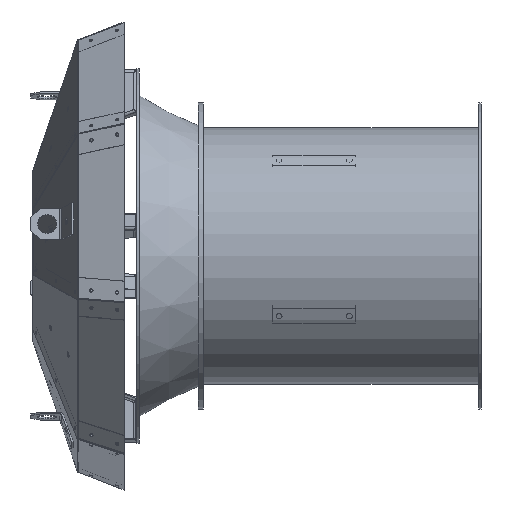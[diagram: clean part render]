
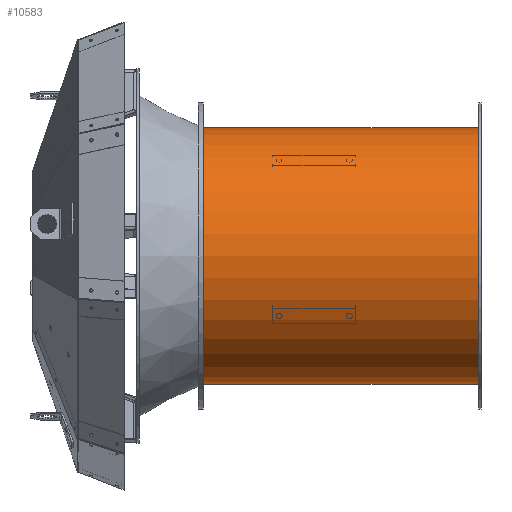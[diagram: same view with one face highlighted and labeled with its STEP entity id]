
A CAD part, front view. The second image highlights one B-rep face of the part: STEP entity #10583.
In plain terms, the highlighted cylindrical face has radius 201.2 mm (diameter 402.4 mm), a partial arc.
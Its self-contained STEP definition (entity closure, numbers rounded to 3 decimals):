
#10583=ADVANCED_FACE('',(#26141),#26143,.T.);
#26141=FACE_BOUND('',#26142,.T.);
#26142=EDGE_LOOP('',(#40378,#40379,#40380,#40381));
#26143=CYLINDRICAL_SURFACE('',#26144,201.2);
#26144=AXIS2_PLACEMENT_3D('',#26145,#26146,#26147);
#26145=CARTESIAN_POINT('',(0.,0.,0.));
#26146=DIRECTION('',(-1.,0.,0.));
#26147=DIRECTION('',(0.,0.,-1.));
#40378=ORIENTED_EDGE('',*,*,#50922,.T.);
#40379=ORIENTED_EDGE('',*,*,#50928,.T.);
#40380=ORIENTED_EDGE('',*,*,#50929,.F.);
#40381=ORIENTED_EDGE('',*,*,#50930,.F.);
#50922=EDGE_CURVE('',#58812,#58810,#58813,.T.);
#50928=EDGE_CURVE('',#58810,#58820,#58822,.T.);
#50929=EDGE_CURVE('',#58823,#58820,#58824,.T.);
#50930=EDGE_CURVE('',#58812,#58823,#58825,.T.);
#58810=VERTEX_POINT('',#74666);
#58812=VERTEX_POINT('',#74670);
#58813=CIRCLE('',#74671,201.2);
#58820=VERTEX_POINT('',#74690);
#58822=LINE('',#74694,#74695);
#58823=VERTEX_POINT('',#74697);
#58824=CIRCLE('',#74698,201.2);
#58825=LINE('',#74702,#74703);
#74666=CARTESIAN_POINT('',(0.,1.006,-201.197));
#74670=CARTESIAN_POINT('',(0.,0.,-201.2));
#74671=AXIS2_PLACEMENT_3D('',#74672,#74673,#74674);
#74672=CARTESIAN_POINT('',(0.,0.,0.));
#74673=DIRECTION('',(-1.,-0.,-0.));
#74674=DIRECTION('',(0.,0.,-1.));
#74690=CARTESIAN_POINT('',(-440.,1.006,-201.197));
#74694=CARTESIAN_POINT('',(0.,1.006,-201.197));
#74695=VECTOR('',#74696,1.);
#74696=DIRECTION('',(-1.,0.,0.));
#74697=CARTESIAN_POINT('',(-440.,0.,-201.2));
#74698=AXIS2_PLACEMENT_3D('',#74699,#74700,#74701);
#74699=CARTESIAN_POINT('',(-440.,0.,0.));
#74700=DIRECTION('',(-1.,-0.,-0.));
#74701=DIRECTION('',(0.,0.,-1.));
#74702=CARTESIAN_POINT('',(0.,0.,-201.2));
#74703=VECTOR('',#74704,1.);
#74704=DIRECTION('',(-1.,0.,0.));
